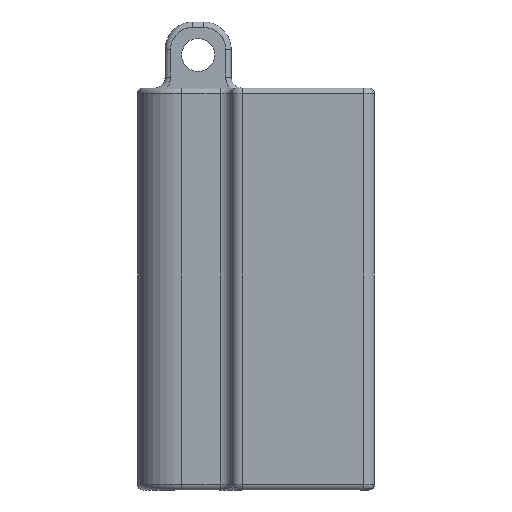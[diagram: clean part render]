
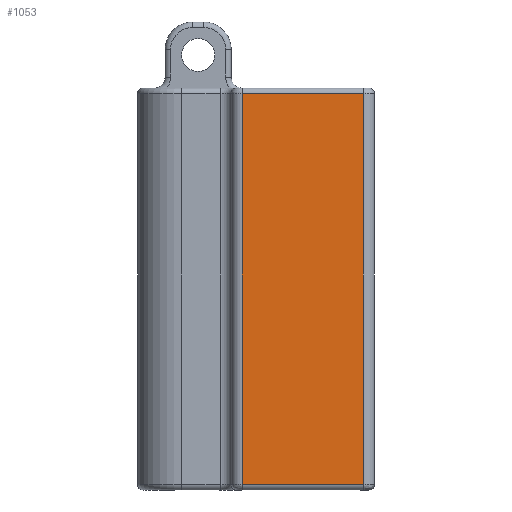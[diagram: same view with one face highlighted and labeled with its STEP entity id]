
A CAD part, front view. The second image highlights one B-rep face of the part: STEP entity #1053.
In plain terms, the highlighted planar face has unit normal (0, -1, 0).
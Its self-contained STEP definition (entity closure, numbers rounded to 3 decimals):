
#98=FACE_OUTER_BOUND('',#170,.T.);
#170=EDGE_LOOP('',(#762,#763,#764,#765));
#265=LINE('',#1802,#327);
#266=LINE('',#1804,#328);
#267=LINE('',#1806,#329);
#268=LINE('',#1807,#330);
#327=VECTOR('',#1373,35.5);
#328=VECTOR('',#1374,11.);
#329=VECTOR('',#1375,35.5);
#330=VECTOR('',#1376,11.);
#506=VERTEX_POINT('',#1800);
#507=VERTEX_POINT('',#1801);
#508=VERTEX_POINT('',#1803);
#509=VERTEX_POINT('',#1805);
#601=EDGE_CURVE('',#506,#507,#265,.F.);
#602=EDGE_CURVE('',#507,#508,#266,.F.);
#603=EDGE_CURVE('',#508,#509,#267,.F.);
#604=EDGE_CURVE('',#509,#506,#268,.F.);
#762=ORIENTED_EDGE('',*,*,#601,.T.);
#763=ORIENTED_EDGE('',*,*,#602,.T.);
#764=ORIENTED_EDGE('',*,*,#603,.T.);
#765=ORIENTED_EDGE('',*,*,#604,.T.);
#1039=PLANE('',#1161);
#1053=ADVANCED_FACE('',(#98),#1039,.T.);
#1161=AXIS2_PLACEMENT_3D('',#1799,#1371,#1372);
#1371=DIRECTION('center_axis',(0.,-1.,0.));
#1372=DIRECTION('ref_axis',(0.,0.,-1.));
#1373=DIRECTION('',(0.,0.,-1.));
#1374=DIRECTION('',(1.,0.,0.));
#1375=DIRECTION('',(0.,0.,1.));
#1376=DIRECTION('',(-1.,0.,0.));
#1799=CARTESIAN_POINT('Origin',(0.,0.,0.));
#1800=CARTESIAN_POINT('',(20.5,0.,-36.));
#1801=CARTESIAN_POINT('',(20.5,0.,-0.5));
#1802=CARTESIAN_POINT('',(20.5,0.,-0.5));
#1803=CARTESIAN_POINT('',(9.5,0.,-0.5));
#1804=CARTESIAN_POINT('',(9.5,0.,-0.5));
#1805=CARTESIAN_POINT('',(9.5,0.,-36.));
#1806=CARTESIAN_POINT('',(9.5,0.,-36.));
#1807=CARTESIAN_POINT('',(20.5,0.,-36.));
